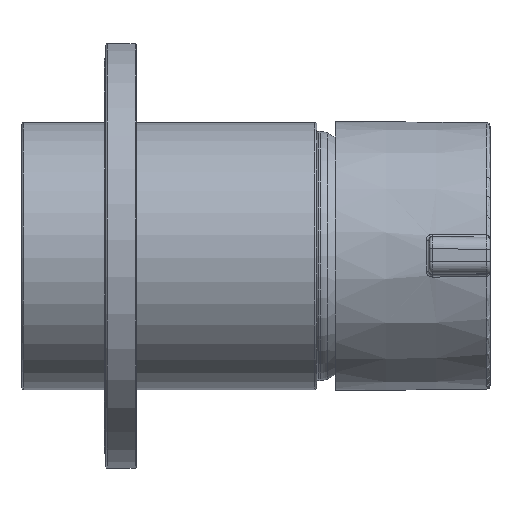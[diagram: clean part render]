
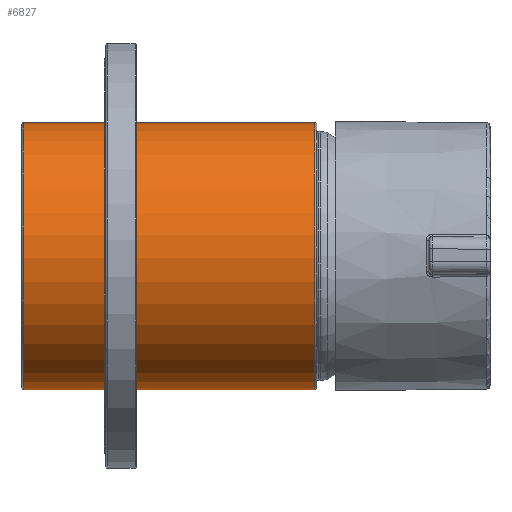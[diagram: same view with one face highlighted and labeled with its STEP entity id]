
A CAD part, top view. The second image highlights one B-rep face of the part: STEP entity #6827.
In plain terms, the highlighted cylindrical face has radius 22 mm (diameter 44 mm), a full revolution.
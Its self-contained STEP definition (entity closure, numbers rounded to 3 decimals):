
#247=CYLINDRICAL_SURFACE('',#7275,22.);
#543=CIRCLE('',#7276,22.);
#544=CIRCLE('',#7277,22.);
#1865=ORIENTED_EDGE('',*,*,#2589,.T.);
#1866=ORIENTED_EDGE('',*,*,#2590,.T.);
#2589=EDGE_CURVE('',#3055,#3055,#543,.F.);
#2590=EDGE_CURVE('',#3056,#3056,#544,.F.);
#3055=VERTEX_POINT('',#11340);
#3056=VERTEX_POINT('',#11342);
#4129=EDGE_LOOP('',(#1865));
#4130=EDGE_LOOP('',(#1866));
#4539=FACE_BOUND('',#4129,.T.);
#4540=FACE_BOUND('',#4130,.T.);
#6827=ADVANCED_FACE('',(#4539,#4540),#247,.T.);
#7275=AXIS2_PLACEMENT_3D('',#11338,#8451,#8452);
#7276=AXIS2_PLACEMENT_3D('',#11339,#8453,#8454);
#7277=AXIS2_PLACEMENT_3D('',#11341,#8455,#8456);
#8451=DIRECTION('',(0.,1.,0.));
#8452=DIRECTION('',(-1.,0.,0.));
#8453=DIRECTION('',(0.,-1.,0.));
#8454=DIRECTION('',(1.,0.,0.));
#8455=DIRECTION('',(0.,1.,0.));
#8456=DIRECTION('',(-1.,0.,0.));
#11338=CARTESIAN_POINT('',(0.,48.5,0.));
#11339=CARTESIAN_POINT('',(0.,0.3,0.));
#11340=CARTESIAN_POINT('',(22.,0.3,0.));
#11341=CARTESIAN_POINT('',(0.,48.2,0.));
#11342=CARTESIAN_POINT('',(-22.,48.2,0.));
